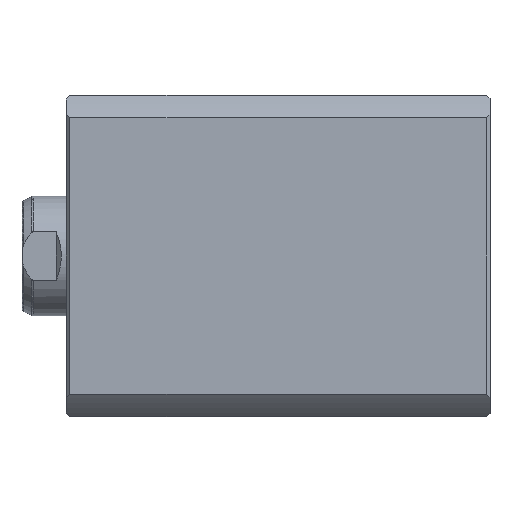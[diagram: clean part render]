
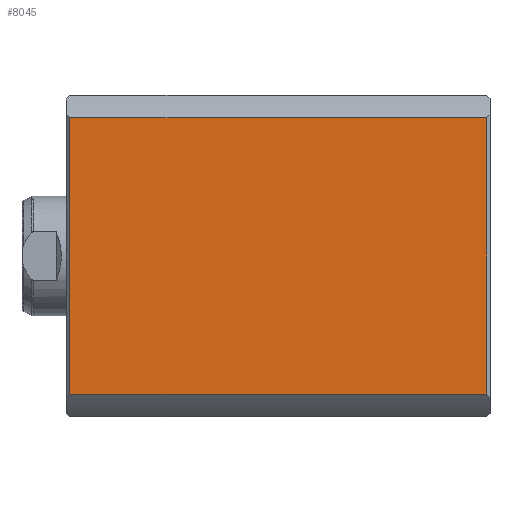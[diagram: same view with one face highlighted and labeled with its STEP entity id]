
A CAD part, left-side view. The second image highlights one B-rep face of the part: STEP entity #8045.
In plain terms, the highlighted planar face has unit normal (-1, 0, 0).
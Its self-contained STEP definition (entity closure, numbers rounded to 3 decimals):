
#143 = CARTESIAN_POINT ( 'NONE',  ( -47., -40.435, 123. ) ) ;
#1201 = ORIENTED_EDGE ( 'NONE', *, *, #8213, .F. ) ;
#1255 = VERTEX_POINT ( 'NONE', #9328 ) ;
#1372 = DIRECTION ( 'NONE',  ( 1., 0., 0. ) ) ;
#1645 = CARTESIAN_POINT ( 'NONE',  ( -47., -40.435, 300. ) ) ;
#1936 = CARTESIAN_POINT ( 'NONE',  ( -47., 47., 1. ) ) ;
#2540 = AXIS2_PLACEMENT_3D ( 'NONE', #12093, #1372, #8143 ) ;
#2642 = VECTOR ( 'NONE', #3143, 1000. ) ;
#2952 = LINE ( 'NONE', #4034, #2642 ) ;
#2966 = VERTEX_POINT ( 'NONE', #5479 ) ;
#3143 = DIRECTION ( 'NONE',  ( 0., 0., 1. ) ) ;
#3260 = PLANE ( 'NONE',  #2540 ) ;
#3623 = VERTEX_POINT ( 'NONE', #12185 ) ;
#3763 = CARTESIAN_POINT ( 'NONE',  ( -47., 47., 123. ) ) ;
#3874 = VECTOR ( 'NONE', #11701, 1000. ) ;
#4034 = CARTESIAN_POINT ( 'NONE',  ( -47., 40.435, 300. ) ) ;
#4454 = ORIENTED_EDGE ( 'NONE', *, *, #12557, .F. ) ;
#5479 = CARTESIAN_POINT ( 'NONE',  ( -47., 40.435, 1. ) ) ;
#7836 = VECTOR ( 'NONE', #12631, 1000. ) ;
#8020 = VERTEX_POINT ( 'NONE', #143 ) ;
#8045 = ADVANCED_FACE ( 'NONE', ( #11497 ), #3260, .F. ) ;
#8143 = DIRECTION ( 'NONE',  ( 0., 1., 0. ) ) ;
#8213 = EDGE_CURVE ( 'NONE', #8020, #1255, #9103, .T. ) ;
#8306 = ORIENTED_EDGE ( 'NONE', *, *, #8993, .T. ) ;
#8416 = DIRECTION ( 'NONE',  ( 0., 0., -1. ) ) ;
#8491 = LINE ( 'NONE', #1936, #3874 ) ;
#8993 = EDGE_CURVE ( 'NONE', #2966, #1255, #8491, .T. ) ;
#9103 = LINE ( 'NONE', #1645, #9736 ) ;
#9328 = CARTESIAN_POINT ( 'NONE',  ( -47., -40.435, 1. ) ) ;
#9733 = EDGE_CURVE ( 'NONE', #8020, #3623, #10502, .T. ) ;
#9736 = VECTOR ( 'NONE', #8416, 1000. ) ;
#10078 = EDGE_LOOP ( 'NONE', ( #1201, #10670, #4454, #8306 ) ) ;
#10502 = LINE ( 'NONE', #3763, #7836 ) ;
#10670 = ORIENTED_EDGE ( 'NONE', *, *, #9733, .T. ) ;
#11497 = FACE_OUTER_BOUND ( 'NONE', #10078, .T. ) ;
#11701 = DIRECTION ( 'NONE',  ( 0., -1., 0. ) ) ;
#12093 = CARTESIAN_POINT ( 'NONE',  ( -47., 47., 124. ) ) ;
#12185 = CARTESIAN_POINT ( 'NONE',  ( -47., 40.435, 123. ) ) ;
#12557 = EDGE_CURVE ( 'NONE', #2966, #3623, #2952, .T. ) ;
#12631 = DIRECTION ( 'NONE',  ( 0., 1., 0. ) ) ;
